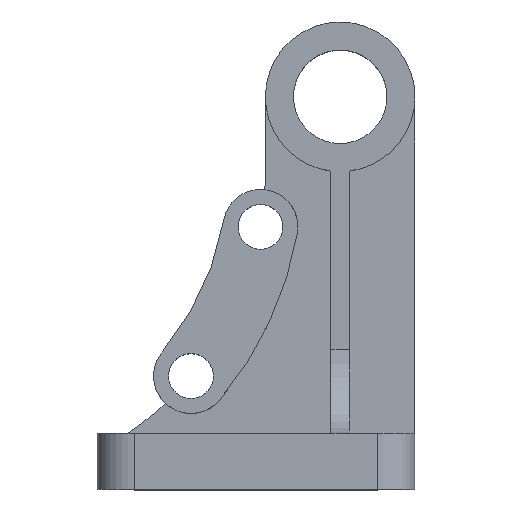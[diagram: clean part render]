
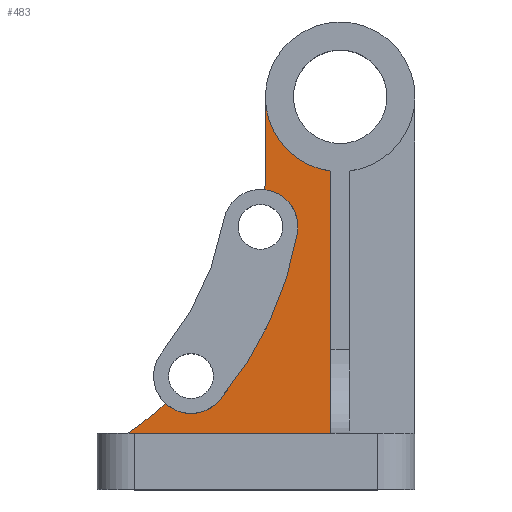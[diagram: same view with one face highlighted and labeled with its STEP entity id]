
A CAD part, top view. The second image highlights one B-rep face of the part: STEP entity #483.
In plain terms, the highlighted planar face has unit normal (0, 0, 1).
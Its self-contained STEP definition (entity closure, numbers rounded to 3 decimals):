
#16 = LINE ( 'NONE', #972, #1030 ) ;
#29 = VERTEX_POINT ( 'NONE', #1007 ) ;
#42 = CIRCLE ( 'NONE', #627, 10. ) ;
#63 = DIRECTION ( 'NONE',  ( 1., 0., 0. ) ) ;
#77 = EDGE_CURVE ( 'NONE', #1397, #1139, #374, .T. ) ;
#82 = VERTEX_POINT ( 'NONE', #367 ) ;
#84 = DIRECTION ( 'NONE',  ( 0., 0., -1. ) ) ;
#173 = CIRCLE ( 'NONE', #1806, 20. ) ;
#186 = EDGE_CURVE ( 'NONE', #1872, #1717, #42, .T. ) ;
#247 = CARTESIAN_POINT ( 'NONE',  ( 20., 15., 5. ) ) ;
#259 = AXIS2_PLACEMENT_3D ( 'NONE', #369, #1442, #1731 ) ;
#308 = ORIENTED_EDGE ( 'NONE', *, *, #1791, .T. ) ;
#326 = ORIENTED_EDGE ( 'NONE', *, *, #1319, .T. ) ;
#367 = CARTESIAN_POINT ( 'NONE',  ( 2.5, 105., 5. ) ) ;
#368 = CIRCLE ( 'NONE', #259, 95. ) ;
#369 = CARTESIAN_POINT ( 'NONE',  ( -82.5, 85., 5. ) ) ;
#374 = CIRCLE ( 'NONE', #498, 10. ) ;
#420 = DIRECTION ( 'NONE',  ( 1., 0., 0. ) ) ;
#483 = ADVANCED_FACE ( 'NONE', ( #1923 ), #522, .T. ) ;
#488 = DIRECTION ( 'NONE',  ( 0., 1., 0. ) ) ;
#498 = AXIS2_PLACEMENT_3D ( 'NONE', #1627, #84, #1926 ) ;
#508 = DIRECTION ( 'NONE',  ( -1., 0., 0. ) ) ;
#522 = PLANE ( 'NONE',  #582 ) ;
#574 = AXIS2_PLACEMENT_3D ( 'NONE', #1237, #1057, #1363 ) ;
#582 = AXIS2_PLACEMENT_3D ( 'NONE', #994, #1154, #1801 ) ;
#627 = AXIS2_PLACEMENT_3D ( 'NONE', #1539, #1822, #420 ) ;
#635 = ORIENTED_EDGE ( 'NONE', *, *, #1177, .T. ) ;
#674 = VERTEX_POINT ( 'NONE', #1994 ) ;
#691 = ORIENTED_EDGE ( 'NONE', *, *, #186, .T. ) ;
#834 = DIRECTION ( 'NONE',  ( 1., 0., 0. ) ) ;
#859 = ORIENTED_EDGE ( 'NONE', *, *, #1434, .T. ) ;
#971 = CARTESIAN_POINT ( 'NONE',  ( -9.726, 23.935, 5. ) ) ;
#972 = CARTESIAN_POINT ( 'NONE',  ( -34.282, 15., 5. ) ) ;
#973 = VERTEX_POINT ( 'NONE', #1450 ) ;
#994 = CARTESIAN_POINT ( 'NONE',  ( 22.5, 105., 5. ) ) ;
#1007 = CARTESIAN_POINT ( 'NONE',  ( 2.5, 85., 5. ) ) ;
#1030 = VECTOR ( 'NONE', #834, 1000. ) ;
#1039 = EDGE_CURVE ( 'NONE', #973, #1130, #16, .T. ) ;
#1057 = DIRECTION ( 'NONE',  ( 0., 0., -1. ) ) ;
#1101 = VECTOR ( 'NONE', #1428, 1000. ) ;
#1115 = LINE ( 'NONE', #1728, #1101 ) ;
#1130 = VERTEX_POINT ( 'NONE', #247 ) ;
#1139 = VERTEX_POINT ( 'NONE', #1476 ) ;
#1154 = DIRECTION ( 'NONE',  ( 0., 0., 1. ) ) ;
#1177 = EDGE_CURVE ( 'NONE', #674, #82, #173, .T. ) ;
#1183 = CARTESIAN_POINT ( 'NONE',  ( 22.5, 105., 5. ) ) ;
#1185 = VECTOR ( 'NONE', #488, 1000. ) ;
#1237 = CARTESIAN_POINT ( 'NONE',  ( -82.5, 85., 5. ) ) ;
#1292 = DIRECTION ( 'NONE',  ( 0., 0., -1. ) ) ;
#1319 = EDGE_CURVE ( 'NONE', #29, #1872, #1452, .T. ) ;
#1363 = DIRECTION ( 'NONE',  ( -1., 0., 0. ) ) ;
#1397 = VERTEX_POINT ( 'NONE', #971 ) ;
#1428 = DIRECTION ( 'NONE',  ( 0., -1., 0. ) ) ;
#1434 = EDGE_CURVE ( 'NONE', #82, #29, #1115, .T. ) ;
#1436 = CARTESIAN_POINT ( 'NONE',  ( 20., 105., 5. ) ) ;
#1442 = DIRECTION ( 'NONE',  ( 0., 0., -1. ) ) ;
#1446 = CARTESIAN_POINT ( 'NONE',  ( 2.363, 80.173, 5. ) ) ;
#1450 = CARTESIAN_POINT ( 'NONE',  ( -34.282, 15., 5. ) ) ;
#1452 = CIRCLE ( 'NONE', #574, 85. ) ;
#1464 = DIRECTION ( 'NONE',  ( 0., 0., -1. ) ) ;
#1476 = CARTESIAN_POINT ( 'NONE',  ( -24.254, 23.094, 5. ) ) ;
#1539 = CARTESIAN_POINT ( 'NONE',  ( 1.209, 70.24, 5. ) ) ;
#1544 = CARTESIAN_POINT ( 'NONE',  ( 11.057, 68.503, 5. ) ) ;
#1572 = ORIENTED_EDGE ( 'NONE', *, *, #77, .T. ) ;
#1577 = LINE ( 'NONE', #1436, #1185 ) ;
#1597 = CARTESIAN_POINT ( 'NONE',  ( -82.5, 85., 5. ) ) ;
#1627 = CARTESIAN_POINT ( 'NONE',  ( -17.386, 30.363, 5. ) ) ;
#1665 = CIRCLE ( 'NONE', #1852, 85. ) ;
#1717 = VERTEX_POINT ( 'NONE', #1544 ) ;
#1728 = CARTESIAN_POINT ( 'NONE',  ( 2.5, 105., 5. ) ) ;
#1731 = DIRECTION ( 'NONE',  ( 1., 0., 0. ) ) ;
#1766 = ORIENTED_EDGE ( 'NONE', *, *, #1039, .T. ) ;
#1791 = EDGE_CURVE ( 'NONE', #1130, #674, #1577, .T. ) ;
#1801 = DIRECTION ( 'NONE',  ( 1., 0., 0. ) ) ;
#1806 = AXIS2_PLACEMENT_3D ( 'NONE', #1183, #1464, #63 ) ;
#1822 = DIRECTION ( 'NONE',  ( 0., 0., -1. ) ) ;
#1849 = ORIENTED_EDGE ( 'NONE', *, *, #1969, .T. ) ;
#1852 = AXIS2_PLACEMENT_3D ( 'NONE', #1597, #1292, #508 ) ;
#1872 = VERTEX_POINT ( 'NONE', #1446 ) ;
#1897 = ORIENTED_EDGE ( 'NONE', *, *, #2028, .T. ) ;
#1923 = FACE_OUTER_BOUND ( 'NONE', #2012, .T. ) ;
#1926 = DIRECTION ( 'NONE',  ( 1., 0., 0. ) ) ;
#1969 = EDGE_CURVE ( 'NONE', #1717, #1397, #368, .T. ) ;
#1994 = CARTESIAN_POINT ( 'NONE',  ( 20., 85.157, 5. ) ) ;
#2012 = EDGE_LOOP ( 'NONE', ( #1766, #308, #635, #859, #326, #691, #1849, #1572, #1897 ) ) ;
#2028 = EDGE_CURVE ( 'NONE', #1139, #973, #1665, .T. ) ;
